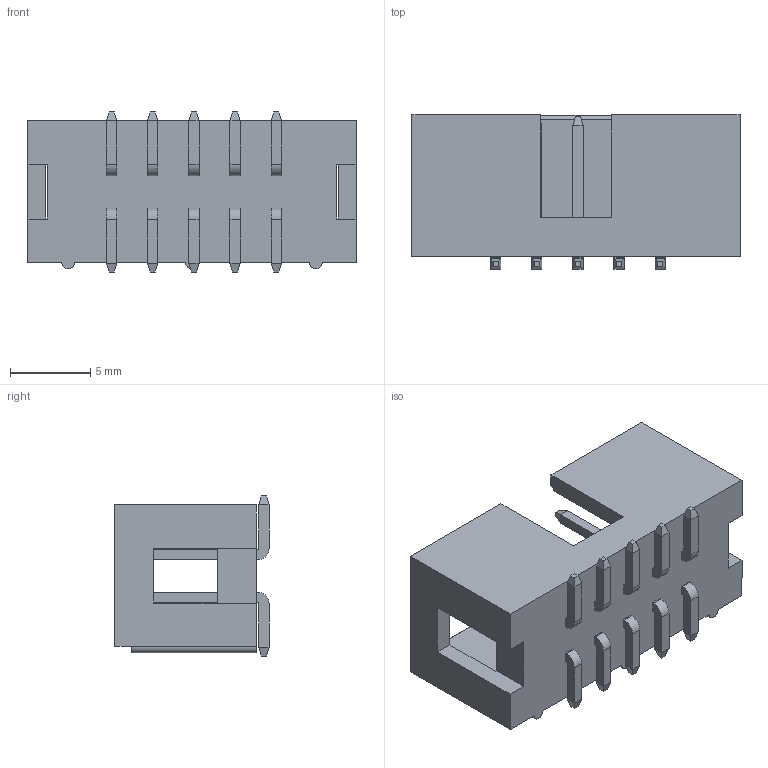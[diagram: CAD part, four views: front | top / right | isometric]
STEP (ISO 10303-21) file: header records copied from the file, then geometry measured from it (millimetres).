
FILE_DESCRIPTION(('FreeCAD Model'),'2;1');
FILE_NAME('2x5-pin-box-headers-male-rigth-angle-short.step', '2015-07-26T00:12:42',('Author'),(''), 'Open CASCADE STEP processor 6.8','FreeCAD','Unknown');
FILE_SCHEMA(('AUTOMOTIVE_DESIGN_CC2 { 1 2 10303 214 -1 1 5 4 }'));
Length unit declared in the file: millimetre
Products named in the file (2): ASSEMBLY; 2x5-pin-box-headers-male-rigth-angle-short001
Assembly tree (1 placements, depth 2):
  ASSEMBLY
    2x5-pin-box-headers-male-rigth-angle-short001
Bounding box: 20.4 x 9.58 x 9.95 mm (x, y, z)
Volume: 774.3 mm3; surface area: 1383.4 mm2
Topology: 11 solids, 11 shells, 273 faces, 661 edges, 426 vertices
Faces by surface type: plane 170, bspline 80, cylinder 23
Entity records: 18062 total; most frequent: CARTESIAN_POINT 3668, DIRECTION 1945, LINE 1463, VECTOR 1463, ORIENTED_EDGE 1322, PCURVE 1322, DEFINITIONAL_REPRESENTATION 1322, EDGE_CURVE 661
